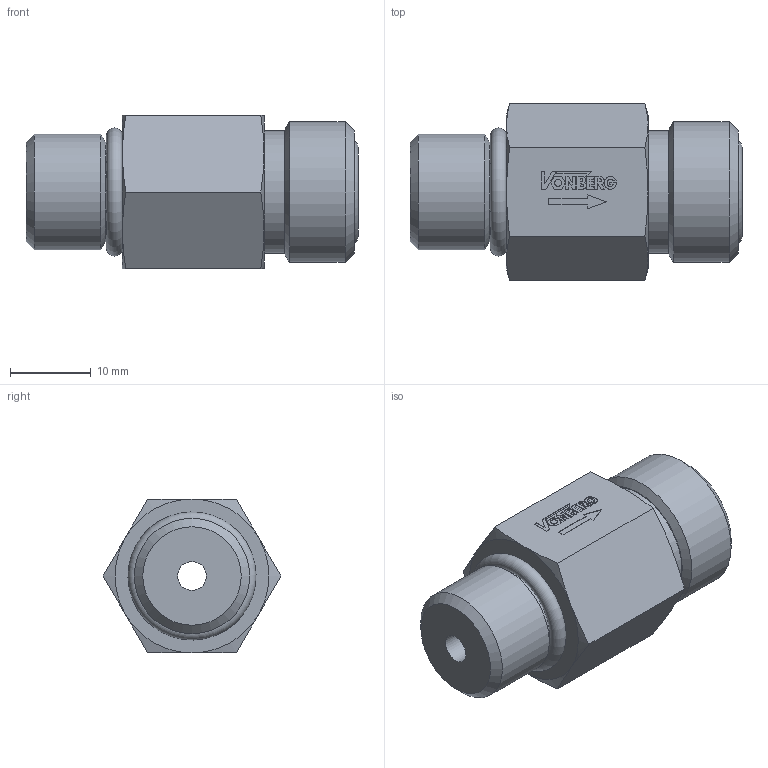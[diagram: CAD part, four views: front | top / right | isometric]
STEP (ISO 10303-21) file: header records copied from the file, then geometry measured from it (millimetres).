
FILE_DESCRIPTION((''),'2;1');
FILE_NAME('28009-806.stp','2015-02-16T14:39:13',('jml'),(''),'Autodesk Inventor 2010','Autodesk Inventor 2010','');
FILE_SCHEMA(('AUTOMOTIVE_DESIGN { 1 0 10303 214 1 1 1 1 }'));
Length unit declared in the file: inch
Products named in the file (4): 28009-806 (LevelofDetail1); 220674; 012 O-RING; 906 O-RING
Assembly tree (3 placements, depth 2):
  28009-806 (LevelofDetail1)
    220674
    012 O-RING
    906 O-RING
Bounding box: 41.1 x 22 x 19.05 mm (x, y, z)
Volume: 9476.1 mm3; surface area: 3965.2 mm2
Topology: 3 solids, 3 shells, 136 faces, 330 edges, 214 vertices
Faces by surface type: plane 96, cylinder 21, cone 16, torus 2, bspline 1
Full cylindrical faces by diameter (mm): 0.87 x1, 8.103 x1, 12.294 x1, 12.675 x1, 14.275 x1, 15.113 x1, 17.45 x1
Entity records: 4097 total; most frequent: CARTESIAN_POINT 738, DIRECTION 640, ORIENTED_EDGE 634, EDGE_CURVE 317, VECTOR 230, LINE 230, VERTEX_POINT 213, AXIS2_PLACEMENT_3D 205
